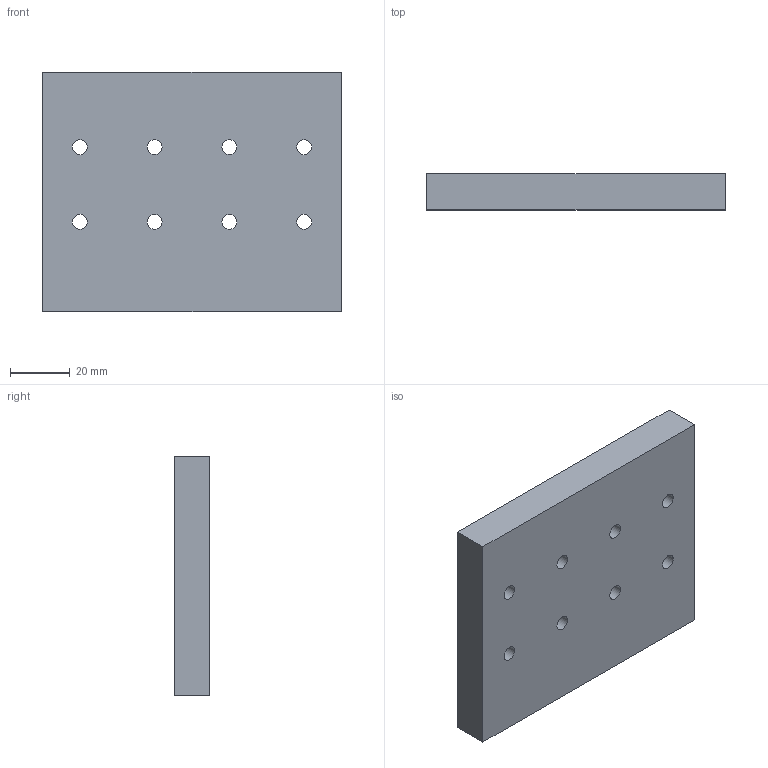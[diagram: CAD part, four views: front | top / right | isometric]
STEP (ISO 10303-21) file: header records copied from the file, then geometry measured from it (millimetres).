
FILE_DESCRIPTION(/* description */ (''),/* implementation_level */ '2;1');
FILE_NAME(/* name */ 'Injector mount base_Injector mount base B.step',/* time_stamp */ '2023-10-20T11:43:52+09:00',/* author */ (''),/* organization */ (''),/* preprocessor_version */ 'ST-DEVELOPER v20',/* originating_system */ 'Autodesk Translation Framework v12.9.0.99',/* authorisation */ '');
FILE_SCHEMA (('AUTOMOTIVE_DESIGN { 1 0 10303 214 3 1 1 }'));
Length unit declared in the file: millimetre
Products named in the file (1): Injector mount base_Injector mount base B
Bounding box: 100 x 12 x 80 mm (x, y, z)
Volume: 93661.4 mm3; surface area: 21991.3 mm2
Topology: 1 solids, 1 shells, 22 faces, 48 edges, 32 vertices
Faces by surface type: cylinder 12, plane 10
Full cylindrical faces by diameter (mm): 3.8 x4, 5 x8
Entity records: 688 total; most frequent: DIRECTION 118, CARTESIAN_POINT 103, ORIENTED_EDGE 96, EDGE_CURVE 48, AXIS2_PLACEMENT_3D 47, EDGE_LOOP 42, VERTEX_POINT 32, LINE 24
